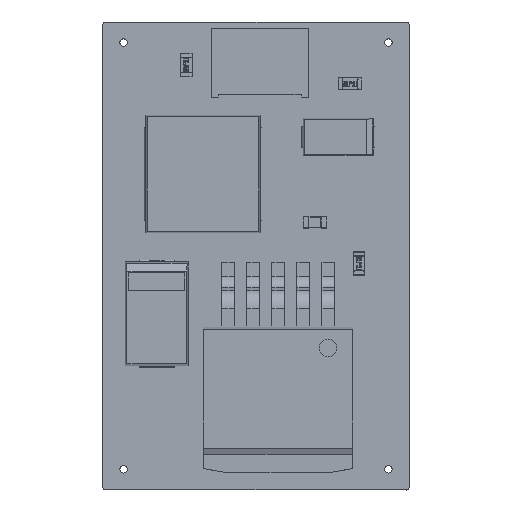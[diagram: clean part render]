
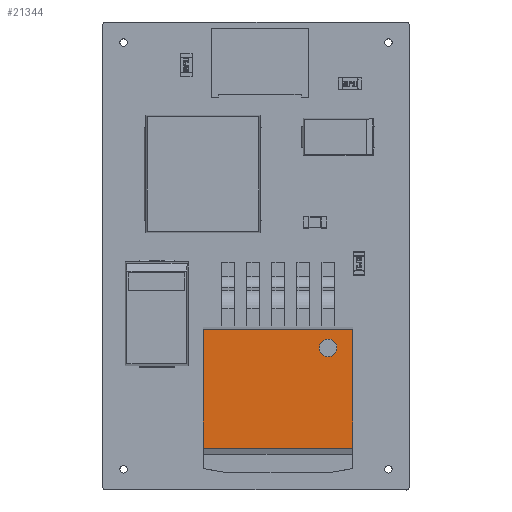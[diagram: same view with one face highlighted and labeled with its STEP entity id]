
A CAD part, top view. The second image highlights one B-rep face of the part: STEP entity #21344.
In plain terms, the highlighted face is planar.
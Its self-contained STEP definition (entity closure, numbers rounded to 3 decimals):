
#20584 = PLANE('',#20585);
#20585 = AXIS2_PLACEMENT_3D('',#20586,#20587,#20588);
#20586 = CARTESIAN_POINT('',(6.096,4.572,0.405));
#20587 = DIRECTION('',(0.,-0.122,0.993));
#20588 = DIRECTION('',(0.,-0.993,-0.122));
#20610 = PLANE('',#20611);
#20611 = AXIS2_PLACEMENT_3D('',#20612,#20613,#20614);
#20612 = CARTESIAN_POINT('',(-5.08,4.572,0.));
#20613 = DIRECTION('',(-1.,0.,0.));
#20614 = DIRECTION('',(0.,-1.,0.));
#20671 = PLANE('',#20672);
#20672 = AXIS2_PLACEMENT_3D('',#20673,#20674,#20675);
#20673 = CARTESIAN_POINT('',(5.08,0.,0.));
#20674 = DIRECTION('',(1.,0.,0.));
#20675 = DIRECTION('',(0.,1.,0.));
#21044 = VERTEX_POINT('',#21045);
#21045 = CARTESIAN_POINT('',(5.08,4.572,0.405));
#21066 = EDGE_CURVE('',#21044,#21067,#21069,.T.);
#21067 = VERTEX_POINT('',#21068);
#21068 = CARTESIAN_POINT('',(-5.08,4.572,0.405));
#21069 = SURFACE_CURVE('',#21070,(#21074,#21081),.PCURVE_S1.);
#21070 = LINE('',#21071,#21072);
#21071 = CARTESIAN_POINT('',(5.08,4.572,0.405));
#21072 = VECTOR('',#21073,1.);
#21073 = DIRECTION('',(-1.,0.,0.));
#21074 = PCURVE('',#20584,#21075);
#21075 = DEFINITIONAL_REPRESENTATION('',(#21076),#21080);
#21076 = LINE('',#21077,#21078);
#21077 = CARTESIAN_POINT('',(-0.,-1.016));
#21078 = VECTOR('',#21079,1.);
#21079 = DIRECTION('',(-0.,-1.));
#21080 = ( GEOMETRIC_REPRESENTATION_CONTEXT(2) 
PARAMETRIC_REPRESENTATION_CONTEXT() REPRESENTATION_CONTEXT('2D SPACE',''
  ) );
#21081 = PCURVE('',#21082,#21087);
#21082 = PLANE('',#21083);
#21083 = AXIS2_PLACEMENT_3D('',#21084,#21085,#21086);
#21084 = CARTESIAN_POINT('',(5.08,4.572,0.));
#21085 = DIRECTION('',(0.,1.,0.));
#21086 = DIRECTION('',(-1.,0.,0.));
#21087 = DEFINITIONAL_REPRESENTATION('',(#21088),#21092);
#21088 = LINE('',#21089,#21090);
#21089 = CARTESIAN_POINT('',(0.,0.405));
#21090 = VECTOR('',#21091,1.);
#21091 = DIRECTION('',(1.,0.));
#21092 = ( GEOMETRIC_REPRESENTATION_CONTEXT(2) 
PARAMETRIC_REPRESENTATION_CONTEXT() REPRESENTATION_CONTEXT('2D SPACE',''
  ) );
#21119 = EDGE_CURVE('',#21044,#21120,#21122,.T.);
#21120 = VERTEX_POINT('',#21121);
#21121 = CARTESIAN_POINT('',(5.08,4.572,8.458));
#21122 = SURFACE_CURVE('',#21123,(#21127,#21134),.PCURVE_S1.);
#21123 = LINE('',#21124,#21125);
#21124 = CARTESIAN_POINT('',(5.08,4.572,0.405));
#21125 = VECTOR('',#21126,1.);
#21126 = DIRECTION('',(0.,0.,1.));
#21127 = PCURVE('',#20671,#21128);
#21128 = DEFINITIONAL_REPRESENTATION('',(#21129),#21133);
#21129 = LINE('',#21130,#21131);
#21130 = CARTESIAN_POINT('',(4.572,0.405));
#21131 = VECTOR('',#21132,1.);
#21132 = DIRECTION('',(0.,1.));
#21133 = ( GEOMETRIC_REPRESENTATION_CONTEXT(2) 
PARAMETRIC_REPRESENTATION_CONTEXT() REPRESENTATION_CONTEXT('2D SPACE',''
  ) );
#21134 = PCURVE('',#21082,#21135);
#21135 = DEFINITIONAL_REPRESENTATION('',(#21136),#21140);
#21136 = LINE('',#21137,#21138);
#21137 = CARTESIAN_POINT('',(0.,0.405));
#21138 = VECTOR('',#21139,1.);
#21139 = DIRECTION('',(0.,1.));
#21140 = ( GEOMETRIC_REPRESENTATION_CONTEXT(2) 
PARAMETRIC_REPRESENTATION_CONTEXT() REPRESENTATION_CONTEXT('2D SPACE',''
  ) );
#21158 = PLANE('',#21159);
#21159 = AXIS2_PLACEMENT_3D('',#21160,#21161,#21162);
#21160 = CARTESIAN_POINT('',(6.096,3.124,8.636));
#21161 = DIRECTION('',(0.,-0.122,-0.993));
#21162 = DIRECTION('',(0.,0.993,-0.122));
#21301 = VERTEX_POINT('',#21302);
#21302 = CARTESIAN_POINT('',(-5.08,4.572,8.458));
#21323 = EDGE_CURVE('',#21067,#21301,#21324,.T.);
#21324 = SURFACE_CURVE('',#21325,(#21329,#21336),.PCURVE_S1.);
#21325 = LINE('',#21326,#21327);
#21326 = CARTESIAN_POINT('',(-5.08,4.572,0.405));
#21327 = VECTOR('',#21328,1.);
#21328 = DIRECTION('',(0.,0.,1.));
#21329 = PCURVE('',#20610,#21330);
#21330 = DEFINITIONAL_REPRESENTATION('',(#21331),#21335);
#21331 = LINE('',#21332,#21333);
#21332 = CARTESIAN_POINT('',(0.,0.405));
#21333 = VECTOR('',#21334,1.);
#21334 = DIRECTION('',(0.,1.));
#21335 = ( GEOMETRIC_REPRESENTATION_CONTEXT(2) 
PARAMETRIC_REPRESENTATION_CONTEXT() REPRESENTATION_CONTEXT('2D SPACE',''
  ) );
#21336 = PCURVE('',#21082,#21337);
#21337 = DEFINITIONAL_REPRESENTATION('',(#21338),#21342);
#21338 = LINE('',#21339,#21340);
#21339 = CARTESIAN_POINT('',(10.16,0.405));
#21340 = VECTOR('',#21341,1.);
#21341 = DIRECTION('',(0.,1.));
#21342 = ( GEOMETRIC_REPRESENTATION_CONTEXT(2) 
PARAMETRIC_REPRESENTATION_CONTEXT() REPRESENTATION_CONTEXT('2D SPACE',''
  ) );
#21344 = ADVANCED_FACE('',(#21345,#21371),#21082,.T.);
#21345 = FACE_BOUND('',#21346,.F.);
#21346 = EDGE_LOOP('',(#21347,#21348,#21349,#21370));
#21347 = ORIENTED_EDGE('',*,*,#21066,.F.);
#21348 = ORIENTED_EDGE('',*,*,#21119,.T.);
#21349 = ORIENTED_EDGE('',*,*,#21350,.T.);
#21350 = EDGE_CURVE('',#21120,#21301,#21351,.T.);
#21351 = SURFACE_CURVE('',#21352,(#21356,#21363),.PCURVE_S1.);
#21352 = LINE('',#21353,#21354);
#21353 = CARTESIAN_POINT('',(5.08,4.572,8.458));
#21354 = VECTOR('',#21355,1.);
#21355 = DIRECTION('',(-1.,0.,0.));
#21356 = PCURVE('',#21082,#21357);
#21357 = DEFINITIONAL_REPRESENTATION('',(#21358),#21362);
#21358 = LINE('',#21359,#21360);
#21359 = CARTESIAN_POINT('',(0.,8.458));
#21360 = VECTOR('',#21361,1.);
#21361 = DIRECTION('',(1.,0.));
#21362 = ( GEOMETRIC_REPRESENTATION_CONTEXT(2) 
PARAMETRIC_REPRESENTATION_CONTEXT() REPRESENTATION_CONTEXT('2D SPACE',''
  ) );
#21363 = PCURVE('',#21158,#21364);
#21364 = DEFINITIONAL_REPRESENTATION('',(#21365),#21369);
#21365 = LINE('',#21366,#21367);
#21366 = CARTESIAN_POINT('',(1.459,-1.016));
#21367 = VECTOR('',#21368,1.);
#21368 = DIRECTION('',(0.,-1.));
#21369 = ( GEOMETRIC_REPRESENTATION_CONTEXT(2) 
PARAMETRIC_REPRESENTATION_CONTEXT() REPRESENTATION_CONTEXT('2D SPACE',''
  ) );
#21370 = ORIENTED_EDGE('',*,*,#21323,.F.);
#21371 = FACE_BOUND('',#21372,.T.);
#21372 = EDGE_LOOP('',(#21373,#21408));
#21373 = ORIENTED_EDGE('',*,*,#21374,.T.);
#21374 = EDGE_CURVE('',#21375,#21377,#21379,.T.);
#21375 = VERTEX_POINT('',#21376);
#21376 = CARTESIAN_POINT('',(-4.001,4.572,7.214));
#21377 = VERTEX_POINT('',#21378);
#21378 = CARTESIAN_POINT('',(-2.807,4.572,7.214));
#21379 = SURFACE_CURVE('',#21380,(#21385,#21396),.PCURVE_S1.);
#21380 = CIRCLE('',#21381,0.597);
#21381 = AXIS2_PLACEMENT_3D('',#21382,#21383,#21384);
#21382 = CARTESIAN_POINT('',(-3.404,4.572,7.214));
#21383 = DIRECTION('',(0.,-1.,0.));
#21384 = DIRECTION('',(-1.,0.,0.));
#21385 = PCURVE('',#21082,#21386);
#21386 = DEFINITIONAL_REPRESENTATION('',(#21387),#21395);
#21387 = ( BOUNDED_CURVE() B_SPLINE_CURVE(2,(#21388,#21389,#21390,#21391
    ,#21392,#21393,#21394),.UNSPECIFIED.,.T.,.F.) 
B_SPLINE_CURVE_WITH_KNOTS((1,2,2,2,2,1),(-2.094,0.,
    2.094,4.189,6.283,8.378),
.UNSPECIFIED.) CURVE() GEOMETRIC_REPRESENTATION_ITEM() 
RATIONAL_B_SPLINE_CURVE((1.,0.5,1.,0.5,1.,0.5,1.)) REPRESENTATION_ITEM(
  '') );
#21388 = CARTESIAN_POINT('',(9.081,7.214));
#21389 = CARTESIAN_POINT('',(9.081,6.18));
#21390 = CARTESIAN_POINT('',(8.185,6.697));
#21391 = CARTESIAN_POINT('',(7.29,7.214));
#21392 = CARTESIAN_POINT('',(8.185,7.731));
#21393 = CARTESIAN_POINT('',(9.081,8.247));
#21394 = CARTESIAN_POINT('',(9.081,7.214));
#21395 = ( GEOMETRIC_REPRESENTATION_CONTEXT(2) 
PARAMETRIC_REPRESENTATION_CONTEXT() REPRESENTATION_CONTEXT('2D SPACE',''
  ) );
#21396 = PCURVE('',#21397,#21402);
#21397 = CYLINDRICAL_SURFACE('',#21398,0.597);
#21398 = AXIS2_PLACEMENT_3D('',#21399,#21400,#21401);
#21399 = CARTESIAN_POINT('',(-3.404,4.572,7.214));
#21400 = DIRECTION('',(0.,-1.,0.));
#21401 = DIRECTION('',(1.,0.,0.));
#21402 = DEFINITIONAL_REPRESENTATION('',(#21403),#21407);
#21403 = LINE('',#21404,#21405);
#21404 = CARTESIAN_POINT('',(3.142,0.));
#21405 = VECTOR('',#21406,1.);
#21406 = DIRECTION('',(1.,0.));
#21407 = ( GEOMETRIC_REPRESENTATION_CONTEXT(2) 
PARAMETRIC_REPRESENTATION_CONTEXT() REPRESENTATION_CONTEXT('2D SPACE',''
  ) );
#21408 = ORIENTED_EDGE('',*,*,#21409,.T.);
#21409 = EDGE_CURVE('',#21377,#21375,#21410,.T.);
#21410 = SURFACE_CURVE('',#21411,(#21416,#21427),.PCURVE_S1.);
#21411 = CIRCLE('',#21412,0.597);
#21412 = AXIS2_PLACEMENT_3D('',#21413,#21414,#21415);
#21413 = CARTESIAN_POINT('',(-3.404,4.572,7.214));
#21414 = DIRECTION('',(0.,-1.,0.));
#21415 = DIRECTION('',(1.,0.,0.));
#21416 = PCURVE('',#21082,#21417);
#21417 = DEFINITIONAL_REPRESENTATION('',(#21418),#21426);
#21418 = ( BOUNDED_CURVE() B_SPLINE_CURVE(2,(#21419,#21420,#21421,#21422
    ,#21423,#21424,#21425),.UNSPECIFIED.,.T.,.F.) 
B_SPLINE_CURVE_WITH_KNOTS((1,2,2,2,2,1),(-2.094,0.,
    2.094,4.189,6.283,8.378),
.UNSPECIFIED.) CURVE() GEOMETRIC_REPRESENTATION_ITEM() 
RATIONAL_B_SPLINE_CURVE((1.,0.5,1.,0.5,1.,0.5,1.)) REPRESENTATION_ITEM(
  '') );
#21419 = CARTESIAN_POINT('',(7.887,7.214));
#21420 = CARTESIAN_POINT('',(7.887,8.247));
#21421 = CARTESIAN_POINT('',(8.782,7.731));
#21422 = CARTESIAN_POINT('',(9.677,7.214));
#21423 = CARTESIAN_POINT('',(8.782,6.697));
#21424 = CARTESIAN_POINT('',(7.887,6.18));
#21425 = CARTESIAN_POINT('',(7.887,7.214));
#21426 = ( GEOMETRIC_REPRESENTATION_CONTEXT(2) 
PARAMETRIC_REPRESENTATION_CONTEXT() REPRESENTATION_CONTEXT('2D SPACE',''
  ) );
#21427 = PCURVE('',#21428,#21433);
#21428 = CYLINDRICAL_SURFACE('',#21429,0.597);
#21429 = AXIS2_PLACEMENT_3D('',#21430,#21431,#21432);
#21430 = CARTESIAN_POINT('',(-3.404,4.572,7.214));
#21431 = DIRECTION('',(0.,-1.,0.));
#21432 = DIRECTION('',(1.,0.,0.));
#21433 = DEFINITIONAL_REPRESENTATION('',(#21434),#21438);
#21434 = LINE('',#21435,#21436);
#21435 = CARTESIAN_POINT('',(0.,0.));
#21436 = VECTOR('',#21437,1.);
#21437 = DIRECTION('',(1.,0.));
#21438 = ( GEOMETRIC_REPRESENTATION_CONTEXT(2) 
PARAMETRIC_REPRESENTATION_CONTEXT() REPRESENTATION_CONTEXT('2D SPACE',''
  ) );
